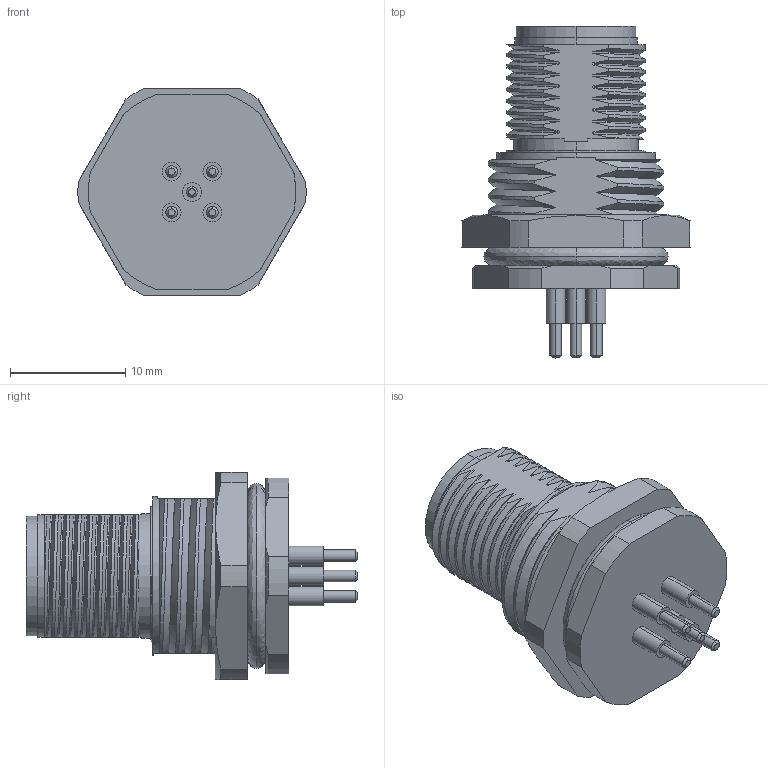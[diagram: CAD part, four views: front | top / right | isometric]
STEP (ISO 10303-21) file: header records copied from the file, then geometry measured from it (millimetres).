
FILE_DESCRIPTION (( 'STEP AP203' ), '1' );
FILE_NAME ('P199.STEP', '2020-03-31T05:59:19', ( 'edpusr' ), ( 'Microsoft' ), 'SwSTEP 2.0', 'SolidWorks 2015', '' );
FILE_SCHEMA (( 'CONFIG_CONTROL_DESIGN' ));
Length unit declared in the file: millimetre
Products named in the file (1): P199
Bounding box: 19.79 x 28.8 x 18 mm (x, y, z)
Volume: 3099.8 mm3; surface area: 2492.7 mm2
Topology: 2 solids, 2 shells, 334 faces, 898 edges, 582 vertices
Faces by surface type: plane 113, bspline 108, cylinder 92, cone 21
Entity records: 33232 total; most frequent: CARTESIAN_POINT 25753, ORIENTED_EDGE 1768, DIRECTION 1244, EDGE_CURVE 884, VERTEX_POINT 582, VECTOR 430, LINE 430, AXIS2_PLACEMENT_3D 407
